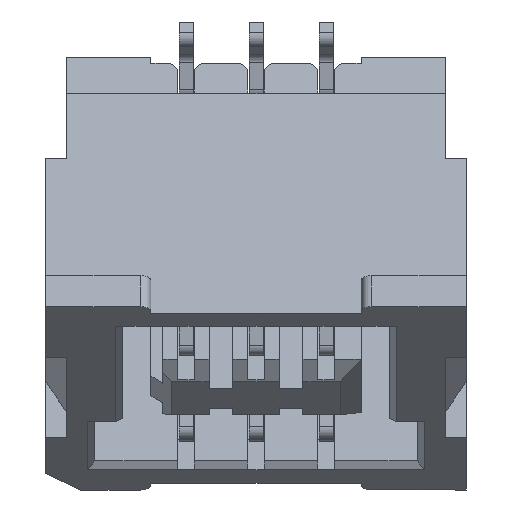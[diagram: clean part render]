
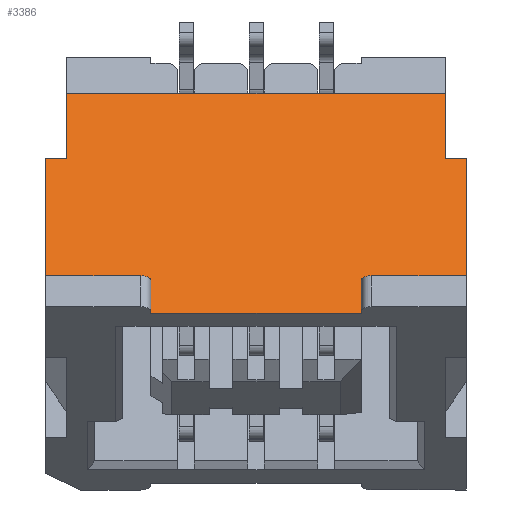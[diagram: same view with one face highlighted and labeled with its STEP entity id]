
A CAD part, left-side view. The second image highlights one B-rep face of the part: STEP entity #3386.
In plain terms, the highlighted planar face has unit normal (-0.882, 0, 0.471).
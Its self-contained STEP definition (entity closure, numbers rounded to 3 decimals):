
#96 = EDGE_CURVE ( 'NONE', #597, #6526, #13747, .T. ) ;
#445 = EDGE_CURVE ( 'NONE', #7896, #21369, #5121, .T. ) ;
#597 = VERTEX_POINT ( 'NONE', #5333 ) ;
#831 = LINE ( 'NONE', #7176, #8637 ) ;
#1053 = VERTEX_POINT ( 'NONE', #16435 ) ;
#2060 = DIRECTION ( 'NONE',  ( -0.471, 0., -0.882 ) ) ;
#2333 = EDGE_CURVE ( 'NONE', #2427, #6526, #8704, .T. ) ;
#2427 = VERTEX_POINT ( 'NONE', #10836 ) ;
#2429 = LINE ( 'NONE', #4658, #17533 ) ;
#2643 = VERTEX_POINT ( 'NONE', #13416 ) ;
#3039 = DIRECTION ( 'NONE',  ( -0.471, 0., -0.882 ) ) ;
#3063 = DIRECTION ( 'NONE',  ( 0.882, 0., -0.471 ) ) ;
#3107 = CARTESIAN_POINT ( 'NONE',  ( 3.706, 3.2, -1.641 ) ) ;
#3233 = CARTESIAN_POINT ( 'NONE',  ( 4.924, -2.2, 0.639 ) ) ;
#3386 = ADVANCED_FACE ( 'NONE', ( #4311 ), #22903, .F. ) ;
#3639 = EDGE_CURVE ( 'NONE', #1053, #8814, #13072, .T. ) ;
#3691 = ORIENTED_EDGE ( 'NONE', *, *, #2333, .T. ) ;
#4251 = CARTESIAN_POINT ( 'NONE',  ( 5.419, -2.2, 1.565 ) ) ;
#4311 = FACE_OUTER_BOUND ( 'NONE', #17789, .T. ) ;
#4365 = ORIENTED_EDGE ( 'NONE', *, *, #11228, .F. ) ;
#4419 = VECTOR ( 'NONE', #14842, 1000. ) ;
#4428 = ORIENTED_EDGE ( 'NONE', *, *, #3639, .F. ) ;
#4658 = CARTESIAN_POINT ( 'NONE',  ( 4.948, -2.5, 0.683 ) ) ;
#4823 = ORIENTED_EDGE ( 'NONE', *, *, #19829, .F. ) ;
#5121 = LINE ( 'NONE', #9614, #13100 ) ;
#5330 = DIRECTION ( 'NONE',  ( -0.471, 0., -0.882 ) ) ;
#5333 = CARTESIAN_POINT ( 'NONE',  ( 3.982, -1., -1.125 ) ) ;
#5391 = VERTEX_POINT ( 'NONE', #20436 ) ;
#5419 = VECTOR ( 'NONE', #18794, 1000. ) ;
#5697 = VECTOR ( 'NONE', #5330, 1000. ) ;
#6029 = CARTESIAN_POINT ( 'NONE',  ( 4.924, -2.19, 0.639 ) ) ;
#6277 = ORIENTED_EDGE ( 'NONE', *, *, #445, .F. ) ;
#6526 = VERTEX_POINT ( 'NONE', #11770 ) ;
#6530 = VECTOR ( 'NONE', #9592, 1000. ) ;
#6802 = CARTESIAN_POINT ( 'NONE',  ( 5.453, 2.6, 1.627 ) ) ;
#7176 = CARTESIAN_POINT ( 'NONE',  ( 3.982, -2.6, -1.125 ) ) ;
#7439 = CARTESIAN_POINT ( 'NONE',  ( 3.982, 2., -1.125 ) ) ;
#7473 = EDGE_CURVE ( 'NONE', #8284, #14848, #14101, .T. ) ;
#7896 = VERTEX_POINT ( 'NONE', #20520 ) ;
#7975 = DIRECTION ( 'NONE',  ( 0.471, 0., 0.882 ) ) ;
#8043 = LINE ( 'NONE', #22381, #8369 ) ;
#8284 = VERTEX_POINT ( 'NONE', #4251 ) ;
#8295 = DIRECTION ( 'NONE',  ( 0., -1., 0. ) ) ;
#8369 = VECTOR ( 'NONE', #17161, 1000. ) ;
#8637 = VECTOR ( 'NONE', #14044, 1000. ) ;
#8661 = VECTOR ( 'NONE', #17380, 1000. ) ;
#8688 = EDGE_CURVE ( 'NONE', #21369, #1053, #8043, .T. ) ;
#8704 = LINE ( 'NONE', #11394, #8661 ) ;
#8814 = VERTEX_POINT ( 'NONE', #9384 ) ;
#9244 = EDGE_CURVE ( 'NONE', #9775, #5391, #2429, .T. ) ;
#9384 = CARTESIAN_POINT ( 'NONE',  ( 5.419, 3.2, 1.565 ) ) ;
#9592 = DIRECTION ( 'NONE',  ( 0., -1., 0. ) ) ;
#9614 = CARTESIAN_POINT ( 'NONE',  ( 4.948, 3.5, 0.683 ) ) ;
#9775 = VERTEX_POINT ( 'NONE', #20463 ) ;
#10836 = CARTESIAN_POINT ( 'NONE',  ( 3.746, 2., -1.566 ) ) ;
#11200 = CARTESIAN_POINT ( 'NONE',  ( 3.982, -1., -1.125 ) ) ;
#11228 = EDGE_CURVE ( 'NONE', #8814, #8284, #15750, .T. ) ;
#11394 = CARTESIAN_POINT ( 'NONE',  ( 3.746, -1., -1.566 ) ) ;
#11770 = CARTESIAN_POINT ( 'NONE',  ( 3.746, -1., -1.566 ) ) ;
#12182 = ORIENTED_EDGE ( 'NONE', *, *, #96, .F. ) ;
#12329 = ORIENTED_EDGE ( 'NONE', *, *, #8688, .F. ) ;
#12429 = LINE ( 'NONE', #22038, #4419 ) ;
#12596 = ORIENTED_EDGE ( 'NONE', *, *, #15567, .F. ) ;
#12956 = CARTESIAN_POINT ( 'NONE',  ( 3.706, -2.2, -1.641 ) ) ;
#13072 = LINE ( 'NONE', #3107, #5419 ) ;
#13100 = VECTOR ( 'NONE', #7975, 1000. ) ;
#13416 = CARTESIAN_POINT ( 'NONE',  ( 3.982, 2., -1.125 ) ) ;
#13478 = ORIENTED_EDGE ( 'NONE', *, *, #23082, .F. ) ;
#13577 = LINE ( 'NONE', #7439, #21891 ) ;
#13747 = LINE ( 'NONE', #11200, #14028 ) ;
#13993 = ORIENTED_EDGE ( 'NONE', *, *, #9244, .F. ) ;
#14028 = VECTOR ( 'NONE', #18386, 1000. ) ;
#14044 = DIRECTION ( 'NONE',  ( 0., 1., 0. ) ) ;
#14101 = LINE ( 'NONE', #12956, #5697 ) ;
#14216 = CARTESIAN_POINT ( 'NONE',  ( 5.419, -2.288, 1.565 ) ) ;
#14832 = AXIS2_PLACEMENT_3D ( 'NONE', #6802, #3063, #8295 ) ;
#14842 = DIRECTION ( 'NONE',  ( 0., 1., 0. ) ) ;
#14848 = VERTEX_POINT ( 'NONE', #3233 ) ;
#15567 = EDGE_CURVE ( 'NONE', #2643, #7896, #12429, .T. ) ;
#15750 = LINE ( 'NONE', #14216, #15868 ) ;
#15868 = VECTOR ( 'NONE', #21692, 1000. ) ;
#16435 = CARTESIAN_POINT ( 'NONE',  ( 4.924, 3.2, 0.639 ) ) ;
#17161 = DIRECTION ( 'NONE',  ( 0., -1., 0. ) ) ;
#17380 = DIRECTION ( 'NONE',  ( 0., -1., 0. ) ) ;
#17533 = VECTOR ( 'NONE', #3039, 1000. ) ;
#17789 = EDGE_LOOP ( 'NONE', ( #4365, #4428, #12329, #6277, #12596, #21337, #3691, #12182, #13478, #13993, #4823, #20745 ) ) ;
#18386 = DIRECTION ( 'NONE',  ( -0.471, 0., -0.882 ) ) ;
#18794 = DIRECTION ( 'NONE',  ( 0.471, 0., 0.882 ) ) ;
#19498 = EDGE_CURVE ( 'NONE', #2643, #2427, #13577, .T. ) ;
#19829 = EDGE_CURVE ( 'NONE', #14848, #9775, #22488, .T. ) ;
#20436 = CARTESIAN_POINT ( 'NONE',  ( 3.982, -2.5, -1.125 ) ) ;
#20463 = CARTESIAN_POINT ( 'NONE',  ( 4.924, -2.5, 0.639 ) ) ;
#20520 = CARTESIAN_POINT ( 'NONE',  ( 3.982, 3.5, -1.125 ) ) ;
#20745 = ORIENTED_EDGE ( 'NONE', *, *, #7473, .F. ) ;
#21337 = ORIENTED_EDGE ( 'NONE', *, *, #19498, .T. ) ;
#21369 = VERTEX_POINT ( 'NONE', #22421 ) ;
#21692 = DIRECTION ( 'NONE',  ( 0., -1., 0. ) ) ;
#21891 = VECTOR ( 'NONE', #2060, 1000. ) ;
#22038 = CARTESIAN_POINT ( 'NONE',  ( 3.982, -2.6, -1.125 ) ) ;
#22381 = CARTESIAN_POINT ( 'NONE',  ( 4.924, 3.19, 0.639 ) ) ;
#22421 = CARTESIAN_POINT ( 'NONE',  ( 4.924, 3.5, 0.639 ) ) ;
#22488 = LINE ( 'NONE', #6029, #6530 ) ;
#22903 = PLANE ( 'NONE',  #14832 ) ;
#23082 = EDGE_CURVE ( 'NONE', #5391, #597, #831, .T. ) ;
